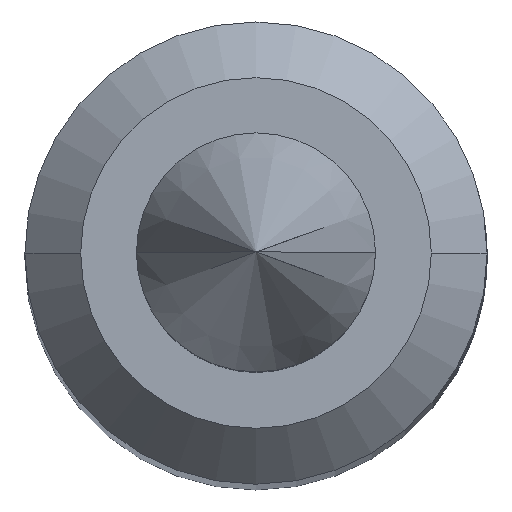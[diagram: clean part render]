
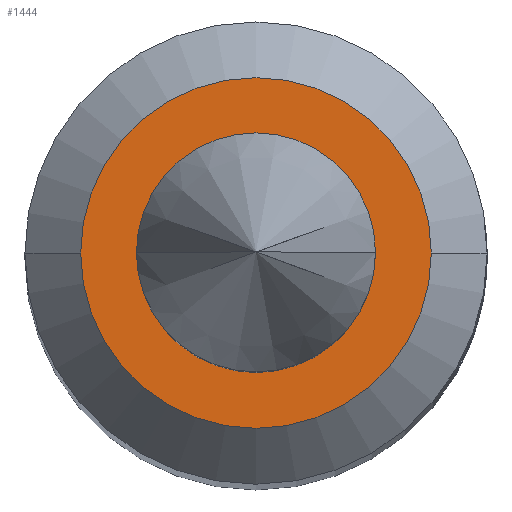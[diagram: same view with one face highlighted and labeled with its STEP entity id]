
A CAD part, top view. The second image highlights one B-rep face of the part: STEP entity #1444.
In plain terms, the highlighted planar face has unit normal (0, 0, 1).
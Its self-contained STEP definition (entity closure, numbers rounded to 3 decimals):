
#146 = EDGE_LOOP ( 'NONE', ( #2289, #2290 ) ) ;
#187 = EDGE_LOOP ( 'NONE', ( #2287, #2288 ) ) ;
#342 = FACE_BOUND ( 'NONE', #187, .T. ) ;
#343 = FACE_OUTER_BOUND ( 'NONE', #146, .T. ) ;
#826 = VERTEX_POINT ( 'NONE', #6424 ) ;
#863 = VERTEX_POINT ( 'NONE', #6461 ) ;
#864 = VERTEX_POINT ( 'NONE', #6462 ) ;
#867 = VERTEX_POINT ( 'NONE', #6465 ) ;
#1444 = ADVANCED_FACE ( 'NONE', ( #342, #343 ), #3367, .F. ) ;
#1630 = CARTESIAN_POINT ( 'NONE',  ( 0., 0., 0. ) ) ;
#1631 = DIRECTION ( 'NONE',  ( 0., 0., 1. ) ) ;
#1632 = DIRECTION ( 'NONE',  ( 1., 0., 0. ) ) ;
#1635 = CARTESIAN_POINT ( 'NONE',  ( 0., 0., 0. ) ) ;
#1636 = DIRECTION ( 'NONE',  ( 0., 0., 1. ) ) ;
#1637 = DIRECTION ( 'NONE',  ( 1., 0., 0. ) ) ;
#2287 = ORIENTED_EDGE ( 'NONE', *, *, #2851, .F. ) ;
#2288 = ORIENTED_EDGE ( 'NONE', *, *, #2867, .F. ) ;
#2289 = ORIENTED_EDGE ( 'NONE', *, *, #2868, .T. ) ;
#2290 = ORIENTED_EDGE ( 'NONE', *, *, #2848, .T. ) ;
#2848 = EDGE_CURVE ( 'NONE', #863, #826, #5582, .T. ) ;
#2851 = EDGE_CURVE ( 'NONE', #867, #864, #5590, .T. ) ;
#2867 = EDGE_CURVE ( 'NONE', #864, #867, #5616, .T. ) ;
#2868 = EDGE_CURVE ( 'NONE', #826, #863, #5617, .T. ) ;
#2959 = AXIS2_PLACEMENT_3D ( 'NONE', #3363, #3369, #3370 ) ;
#3001 = AXIS2_PLACEMENT_3D ( 'NONE', #4152, #4153, #4154 ) ;
#3002 = AXIS2_PLACEMENT_3D ( 'NONE', #4158, #4159, #4160 ) ;
#3006 = AXIS2_PLACEMENT_3D ( 'NONE', #1630, #1631, #1632 ) ;
#3007 = AXIS2_PLACEMENT_3D ( 'NONE', #1635, #1636, #1637 ) ;
#3363 = CARTESIAN_POINT ( 'NONE',  ( 0., 0.15, 0. ) ) ;
#3367 = PLANE ( 'NONE',  #2959 ) ;
#3369 = DIRECTION ( 'NONE',  ( 0., 0., -1. ) ) ;
#3370 = DIRECTION ( 'NONE',  ( -1., 0., 0. ) ) ;
#4152 = CARTESIAN_POINT ( 'NONE',  ( 0., 0., 0. ) ) ;
#4153 = DIRECTION ( 'NONE',  ( 0., 0., 1. ) ) ;
#4154 = DIRECTION ( 'NONE',  ( 1., 0., 0. ) ) ;
#4158 = CARTESIAN_POINT ( 'NONE',  ( 0., 0., 0. ) ) ;
#4159 = DIRECTION ( 'NONE',  ( 0., 0., 1. ) ) ;
#4160 = DIRECTION ( 'NONE',  ( 1., 0., 0. ) ) ;
#5582 = CIRCLE ( 'NONE', #3001, 0.22 ) ;
#5590 = CIRCLE ( 'NONE', #3002, 0.15 ) ;
#5616 = CIRCLE ( 'NONE', #3006, 0.15 ) ;
#5617 = CIRCLE ( 'NONE', #3007, 0.22 ) ;
#6424 = CARTESIAN_POINT ( 'NONE',  ( -0.22, 0., 0. ) ) ;
#6461 = CARTESIAN_POINT ( 'NONE',  ( 0.22, 0., 0. ) ) ;
#6462 = CARTESIAN_POINT ( 'NONE',  ( -0.15, 0., 0. ) ) ;
#6465 = CARTESIAN_POINT ( 'NONE',  ( 0.15, 0., 0. ) ) ;
